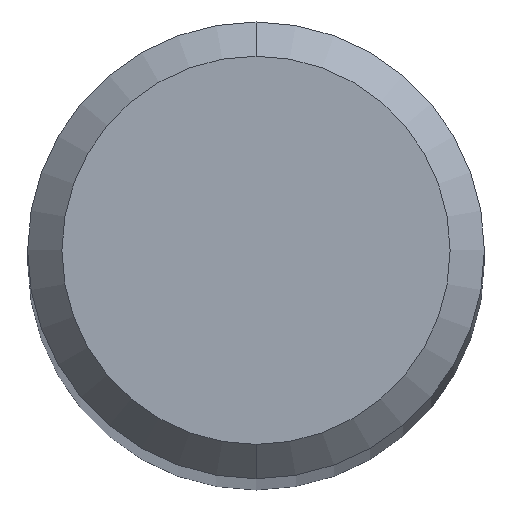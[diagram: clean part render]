
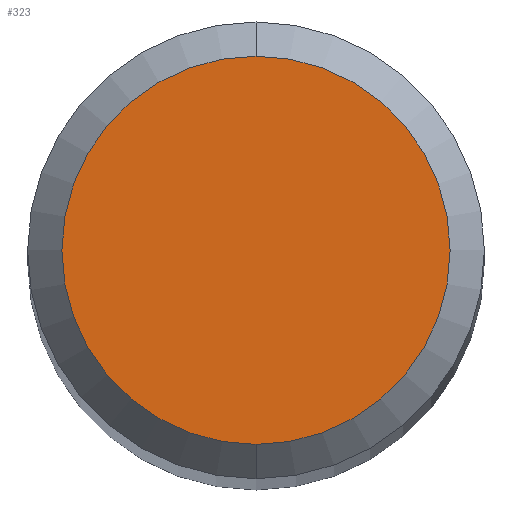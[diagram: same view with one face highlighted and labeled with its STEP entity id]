
A CAD part, top view. The second image highlights one B-rep face of the part: STEP entity #323.
In plain terms, the highlighted planar face has unit normal (0, 0, 1).
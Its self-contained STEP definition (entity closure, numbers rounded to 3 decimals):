
#243=VERTEX_POINT('',#556);
#303=VERTEX_POINT('',#621);
#323=ADVANCED_FACE('',(#642),#643,.T.);
#327=EDGE_CURVE('',#303,#243,#647,.T.);
#455=EDGE_CURVE('',#243,#303,#791,.T.);
#556=CARTESIAN_POINT('',(0.,-1.7,0.0));
#621=CARTESIAN_POINT('',(0.0,1.7,0.0));
#642=FACE_OUTER_BOUND('',#1051,.T.);
#643=PLANE('',#1052);
#647=CIRCLE('',#1059,1.7);
#791=CIRCLE('',#1432,1.7);
#1051=EDGE_LOOP('',(#1620,#1621));
#1052=AXIS2_PLACEMENT_3D('',#1622,#1623,#1624);
#1059=AXIS2_PLACEMENT_3D('',#1626,#1627,#1628);
#1432=AXIS2_PLACEMENT_3D('',#1788,#1789,#1790);
#1620=ORIENTED_EDGE('',*,*,#327,.F.);
#1621=ORIENTED_EDGE('',*,*,#455,.F.);
#1622=CARTESIAN_POINT('',(0.0,0.85,0.0));
#1623=DIRECTION('',(-0.0,0.0,1.0));
#1624=DIRECTION('',(0.0,-1.0,0.0));
#1626=CARTESIAN_POINT('',(0.0,0.0,0.0));
#1627=DIRECTION('',(0.0,0.0,-1.0));
#1628=DIRECTION('',(0.0,1.0,0.0));
#1788=CARTESIAN_POINT('',(0.0,0.0,0.0));
#1789=DIRECTION('',(0.0,0.0,-1.0));
#1790=DIRECTION('',(0.0,1.0,0.0));
